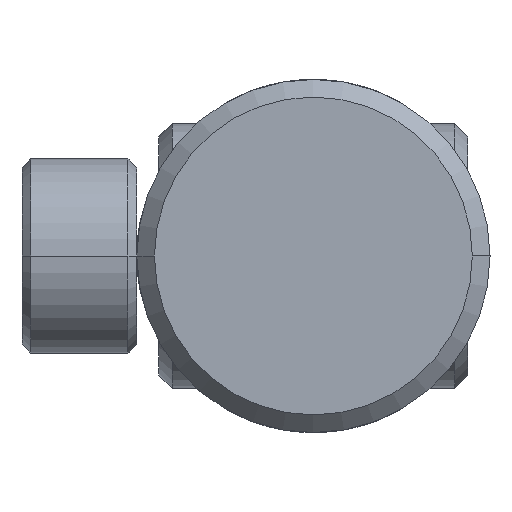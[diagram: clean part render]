
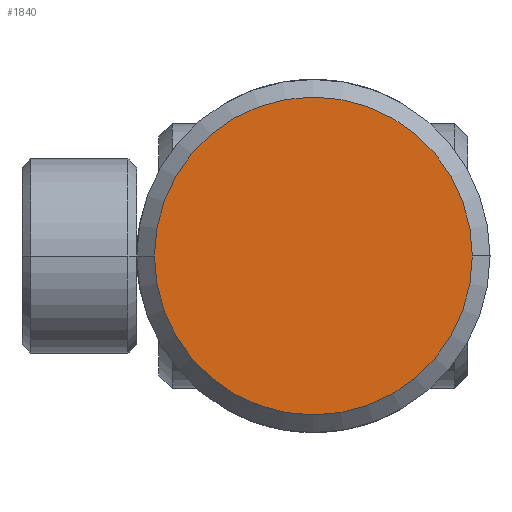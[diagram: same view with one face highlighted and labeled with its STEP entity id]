
A CAD part, left-side view. The second image highlights one B-rep face of the part: STEP entity #1840.
In plain terms, the highlighted planar face has unit normal (-1, 0, 0).
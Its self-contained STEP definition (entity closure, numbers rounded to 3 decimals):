
#88 = VERTEX_POINT ( 'NONE', #3042 ) ;
#148 = AXIS2_PLACEMENT_3D ( 'NONE', #3219, #2403, #679 ) ;
#249 = AXIS2_PLACEMENT_3D ( 'NONE', #2891, #496, #732 ) ;
#428 = EDGE_CURVE ( 'NONE', #1681, #88, #2986, .T. ) ;
#496 = DIRECTION ( 'NONE',  ( -1., 0., 0. ) ) ;
#500 = DIRECTION ( 'NONE',  ( 1., 0., 0. ) ) ;
#679 = DIRECTION ( 'NONE',  ( 0., 1., 0. ) ) ;
#732 = DIRECTION ( 'NONE',  ( 0., -1., 0. ) ) ;
#1115 = PLANE ( 'NONE',  #249 ) ;
#1127 = CARTESIAN_POINT ( 'NONE',  ( 0., 18., 0. ) ) ;
#1170 = AXIS2_PLACEMENT_3D ( 'NONE', #2006, #500, #2674 ) ;
#1681 = VERTEX_POINT ( 'NONE', #1127 ) ;
#1749 = ORIENTED_EDGE ( 'NONE', *, *, #428, .F. ) ;
#1840 = ADVANCED_FACE ( 'NONE', ( #2919 ), #1115, .T. ) ;
#2006 = CARTESIAN_POINT ( 'NONE',  ( 0., 0., 0. ) ) ;
#2091 = EDGE_LOOP ( 'NONE', ( #1749, #2971 ) ) ;
#2403 = DIRECTION ( 'NONE',  ( 1., 0., 0. ) ) ;
#2674 = DIRECTION ( 'NONE',  ( 0., 1., 0. ) ) ;
#2891 = CARTESIAN_POINT ( 'NONE',  ( 0., 0., 0. ) ) ;
#2919 = FACE_OUTER_BOUND ( 'NONE', #2091, .T. ) ;
#2971 = ORIENTED_EDGE ( 'NONE', *, *, #2993, .F. ) ;
#2986 = CIRCLE ( 'NONE', #148, 18. ) ;
#2993 = EDGE_CURVE ( 'NONE', #88, #1681, #3733, .T. ) ;
#3042 = CARTESIAN_POINT ( 'NONE',  ( 0., -18., 0. ) ) ;
#3219 = CARTESIAN_POINT ( 'NONE',  ( 0., 0., 0. ) ) ;
#3733 = CIRCLE ( 'NONE', #1170, 18. ) ;
